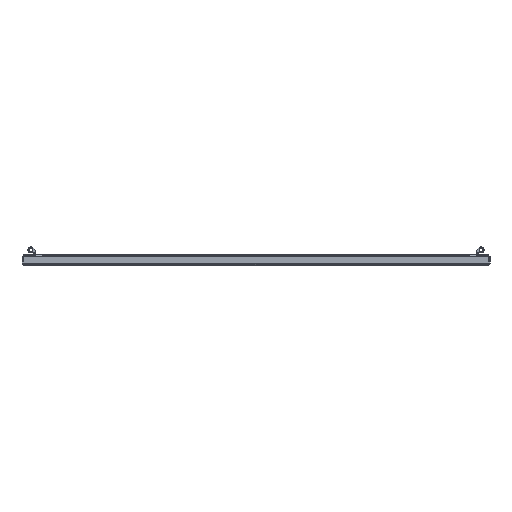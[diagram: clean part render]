
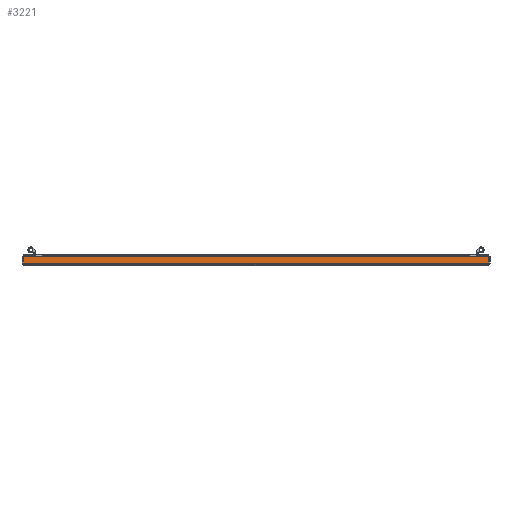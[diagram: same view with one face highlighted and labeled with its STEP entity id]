
A CAD part, front view. The second image highlights one B-rep face of the part: STEP entity #3221.
In plain terms, the highlighted planar face has unit normal (0, -1, 0).
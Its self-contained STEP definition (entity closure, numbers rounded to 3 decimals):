
#76 = VECTOR ( 'NONE', #7744, 1000. ) ;
#366 = PLANE ( 'NONE',  #4965 ) ;
#385 = CARTESIAN_POINT ( 'NONE',  ( -398.4, -898.5, 2. ) ) ;
#625 = CARTESIAN_POINT ( 'NONE',  ( -396.293, -898.5, 0. ) ) ;
#884 = VECTOR ( 'NONE', #11689, 1000. ) ;
#1026 = EDGE_LOOP ( 'NONE', ( #4344, #1923, #10230, #11806 ) ) ;
#1686 = VERTEX_POINT ( 'NONE', #6562 ) ;
#1786 = CARTESIAN_POINT ( 'NONE',  ( 396.293, -898.5, 13.6 ) ) ;
#1923 = ORIENTED_EDGE ( 'NONE', *, *, #2656, .T. ) ;
#2656 = EDGE_CURVE ( 'NONE', #1686, #9879, #10351, .T. ) ;
#3195 = VERTEX_POINT ( 'NONE', #6480 ) ;
#3221 = ADVANCED_FACE ( 'NONE', ( #12086 ), #366, .F. ) ;
#3709 = DIRECTION ( 'NONE',  ( 0., 0., 1. ) ) ;
#3739 = DIRECTION ( 'NONE',  ( 0., 0., 1. ) ) ;
#4290 = LINE ( 'NONE', #625, #10839 ) ;
#4344 = ORIENTED_EDGE ( 'NONE', *, *, #12063, .F. ) ;
#4507 = DIRECTION ( 'NONE',  ( 0., 1., 0. ) ) ;
#4605 = EDGE_CURVE ( 'NONE', #3195, #6607, #4290, .T. ) ;
#4965 = AXIS2_PLACEMENT_3D ( 'NONE', #10766, #4507, #7637 ) ;
#4994 = CARTESIAN_POINT ( 'NONE',  ( -396.293, -898.5, 13.6 ) ) ;
#6480 = CARTESIAN_POINT ( 'NONE',  ( -396.293, -898.5, 2. ) ) ;
#6496 = CARTESIAN_POINT ( 'NONE',  ( 0., -898.5, 13.6 ) ) ;
#6562 = CARTESIAN_POINT ( 'NONE',  ( 396.293, -898.5, 2. ) ) ;
#6607 = VERTEX_POINT ( 'NONE', #4994 ) ;
#7637 = DIRECTION ( 'NONE',  ( 0., 0., 1. ) ) ;
#7744 = DIRECTION ( 'NONE',  ( -1., 0., 0. ) ) ;
#9879 = VERTEX_POINT ( 'NONE', #1786 ) ;
#9969 = CARTESIAN_POINT ( 'NONE',  ( 396.293, -898.5, 0. ) ) ;
#10230 = ORIENTED_EDGE ( 'NONE', *, *, #12034, .T. ) ;
#10351 = LINE ( 'NONE', #9969, #11514 ) ;
#10766 = CARTESIAN_POINT ( 'NONE',  ( 0., -898.5, 0. ) ) ;
#10839 = VECTOR ( 'NONE', #3739, 1000. ) ;
#11029 = LINE ( 'NONE', #385, #76 ) ;
#11514 = VECTOR ( 'NONE', #3709, 1000. ) ;
#11689 = DIRECTION ( 'NONE',  ( -1., 0., 0. ) ) ;
#11806 = ORIENTED_EDGE ( 'NONE', *, *, #4605, .F. ) ;
#12034 = EDGE_CURVE ( 'NONE', #9879, #6607, #12679, .T. ) ;
#12063 = EDGE_CURVE ( 'NONE', #1686, #3195, #11029, .T. ) ;
#12086 = FACE_OUTER_BOUND ( 'NONE', #1026, .T. ) ;
#12679 = LINE ( 'NONE', #6496, #884 ) ;
